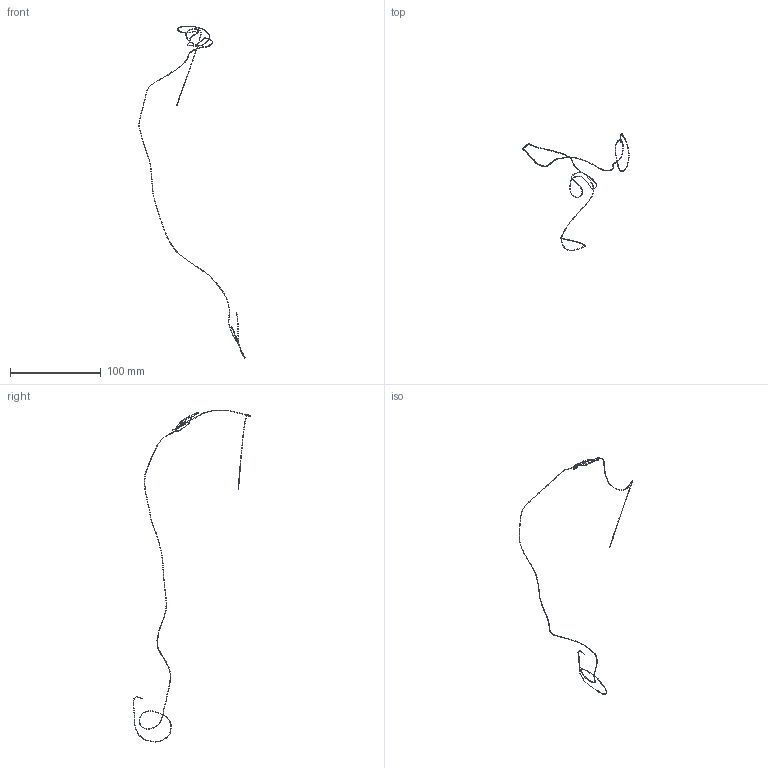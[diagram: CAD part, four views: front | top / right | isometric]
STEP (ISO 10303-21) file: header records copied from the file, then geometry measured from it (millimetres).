
FILE_DESCRIPTION(('STEP AP214'),'1');
FILE_NAME('Adult_DBS_01_Lead_Right.step','2024-02-05T21:54:16',(' '),('ANSOFT Corporation'),'Spatial InterOp 3D',' ',' ');
FILE_SCHEMA(('AUTOMOTIVE_DESIGN { 1 0 10303 214 1 1 1 1 }'));
Length unit declared in the file: millimetre
Products named in the file (1): Lead_right
Bounding box: 117.21 x 129.59 x 365.54 mm (x, y, z)
Volume: 184.8 mm3; surface area: 1478.9 mm2
Topology: 1 solids, 1 shells, 960 faces, 2511 edges, 1553 vertices
Faces by surface type: cylinder 958, plane 2
Entity records: 29948 total; most frequent: DIRECTION 5986, CARTESIAN_POINT 5025, ORIENTED_EDGE 5022, AXIS2_PLACEMENT_3D 2514, EDGE_CURVE 2511, VERTEX_POINT 1553, ELLIPSE 1433, ADVANCED_FACE 960
